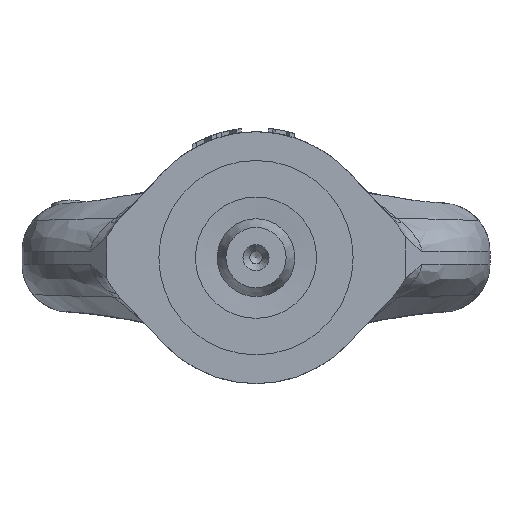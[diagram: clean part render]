
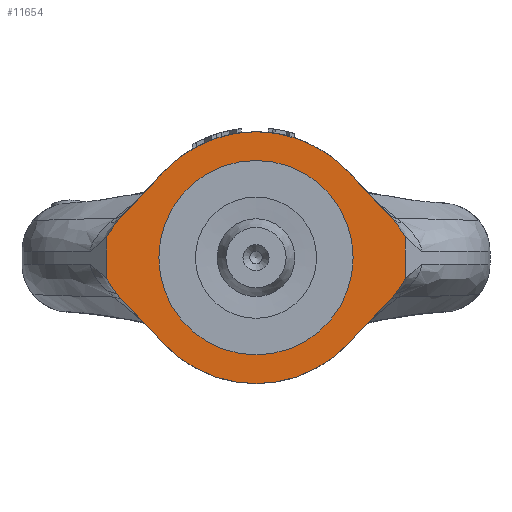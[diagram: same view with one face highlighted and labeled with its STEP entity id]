
A CAD part, front view. The second image highlights one B-rep face of the part: STEP entity #11654.
In plain terms, the highlighted planar face has unit normal (0, -1, 0).
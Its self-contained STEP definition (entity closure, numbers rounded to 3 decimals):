
#559=LINE('',#22869,#1144);
#565=LINE('',#23142,#1150);
#567=LINE('',#24826,#1152);
#568=LINE('',#24827,#1153);
#569=LINE('',#24828,#1154);
#575=LINE('',#25886,#1160);
#577=LINE('',#26128,#1162);
#581=LINE('',#27826,#1166);
#582=LINE('',#27827,#1167);
#583=LINE('',#27828,#1168);
#1144=VECTOR('',#13955,10.);
#1150=VECTOR('',#13967,10.);
#1152=VECTOR('',#14017,10.);
#1153=VECTOR('',#14018,10.);
#1154=VECTOR('',#14019,10.);
#1160=VECTOR('',#14063,10.);
#1162=VECTOR('',#14071,10.);
#1166=VECTOR('',#14123,10.);
#1167=VECTOR('',#14124,10.);
#1168=VECTOR('',#14125,10.);
#1568=PLANE('',#12481);
#1747=FACE_BOUND('',#2956,.T.);
#2231=FACE_OUTER_BOUND('',#2955,.T.);
#2955=EDGE_LOOP('',(#9568,#9569,#9570,#9571,#9572,#9573,#9574,#9575,#9576,
#9577,#9578,#9579,#9580,#9581,#9582,#9583,#9584,#9585,#9586,#9587));
#2956=EDGE_LOOP('',(#9588));
#3406=CIRCLE('',#12382,12.5);
#3415=CIRCLE('',#12400,6.15);
#3418=CIRCLE('',#12406,6.15);
#3445=CIRCLE('',#12446,6.15);
#3448=CIRCLE('',#12452,6.15);
#3465=CIRCLE('',#12478,16.2);
#3466=CIRCLE('',#12480,16.2);
#4072=B_SPLINE_CURVE_WITH_KNOTS('',3,(#22443,#22444,#22445,#22446),
 .UNSPECIFIED.,.F.,.F.,(4,4),(0.,0.199),.UNSPECIFIED.);
#4085=B_SPLINE_CURVE_WITH_KNOTS('',3,(#23040,#23041,#23042,#23043,#23044,
#23045),.UNSPECIFIED.,.F.,.F.,(4,2,4),(0.822,0.919,
1.046),.UNSPECIFIED.);
#4142=B_SPLINE_CURVE_WITH_KNOTS('',3,(#25468,#25469,#25470,#25471),
 .UNSPECIFIED.,.F.,.F.,(4,4),(0.,0.199),.UNSPECIFIED.);
#4153=B_SPLINE_CURVE_WITH_KNOTS('',3,(#26040,#26041,#26042,#26043,#26044,
#26045),.UNSPECIFIED.,.F.,.F.,(4,2,4),(0.822,0.919,
1.046),.UNSPECIFIED.);
#4937=VERTEX_POINT('',#22064);
#4960=VERTEX_POINT('',#22433);
#4961=VERTEX_POINT('',#22442);
#4969=VERTEX_POINT('',#22864);
#4970=VERTEX_POINT('',#22868);
#4977=VERTEX_POINT('',#23038);
#4978=VERTEX_POINT('',#23039);
#4985=VERTEX_POINT('',#23139);
#4986=VERTEX_POINT('',#23141);
#5006=VERTEX_POINT('',#24824);
#5007=VERTEX_POINT('',#24825);
#5025=VERTEX_POINT('',#25433);
#5028=VERTEX_POINT('',#25460);
#5034=VERTEX_POINT('',#25864);
#5038=VERTEX_POINT('',#25884);
#5042=VERTEX_POINT('',#26038);
#5043=VERTEX_POINT('',#26039);
#5047=VERTEX_POINT('',#26125);
#5048=VERTEX_POINT('',#26127);
#5071=VERTEX_POINT('',#27824);
#5072=VERTEX_POINT('',#27825);
#6400=EDGE_CURVE('',#4937,#4937,#3406,.T.);
#6430=EDGE_CURVE('',#4961,#4960,#4072,.T.);
#6442=EDGE_CURVE('',#4961,#4969,#3415,.T.);
#6444=EDGE_CURVE('',#4969,#4970,#559,.T.);
#6452=EDGE_CURVE('',#4977,#4978,#4085,.F.);
#6463=EDGE_CURVE('',#4985,#4986,#565,.T.);
#6465=EDGE_CURVE('',#4986,#4977,#3418,.T.);
#6522=EDGE_CURVE('',#5006,#5007,#567,.T.);
#6523=EDGE_CURVE('',#4960,#5007,#568,.T.);
#6524=EDGE_CURVE('',#4978,#5006,#569,.F.);
#6555=EDGE_CURVE('',#5028,#5025,#4142,.T.);
#6565=EDGE_CURVE('',#5028,#5034,#3445,.T.);
#6570=EDGE_CURVE('',#5034,#5038,#575,.T.);
#6574=EDGE_CURVE('',#5042,#5043,#4153,.F.);
#6582=EDGE_CURVE('',#5048,#5047,#577,.T.);
#6587=EDGE_CURVE('',#5047,#5042,#3448,.T.);
#6644=EDGE_CURVE('',#5071,#5072,#581,.T.);
#6645=EDGE_CURVE('',#5043,#5071,#582,.F.);
#6646=EDGE_CURVE('',#5025,#5072,#583,.T.);
#6651=EDGE_CURVE('',#4985,#5048,#3465,.T.);
#6652=EDGE_CURVE('',#5038,#4970,#3466,.T.);
#9568=ORIENTED_EDGE('',*,*,#6651,.T.);
#9569=ORIENTED_EDGE('',*,*,#6582,.T.);
#9570=ORIENTED_EDGE('',*,*,#6587,.T.);
#9571=ORIENTED_EDGE('',*,*,#6574,.T.);
#9572=ORIENTED_EDGE('',*,*,#6645,.T.);
#9573=ORIENTED_EDGE('',*,*,#6644,.T.);
#9574=ORIENTED_EDGE('',*,*,#6646,.F.);
#9575=ORIENTED_EDGE('',*,*,#6555,.F.);
#9576=ORIENTED_EDGE('',*,*,#6565,.T.);
#9577=ORIENTED_EDGE('',*,*,#6570,.T.);
#9578=ORIENTED_EDGE('',*,*,#6652,.T.);
#9579=ORIENTED_EDGE('',*,*,#6444,.F.);
#9580=ORIENTED_EDGE('',*,*,#6442,.F.);
#9581=ORIENTED_EDGE('',*,*,#6430,.T.);
#9582=ORIENTED_EDGE('',*,*,#6523,.T.);
#9583=ORIENTED_EDGE('',*,*,#6522,.F.);
#9584=ORIENTED_EDGE('',*,*,#6524,.F.);
#9585=ORIENTED_EDGE('',*,*,#6452,.F.);
#9586=ORIENTED_EDGE('',*,*,#6465,.F.);
#9587=ORIENTED_EDGE('',*,*,#6463,.F.);
#9588=ORIENTED_EDGE('',*,*,#6400,.T.);
#11654=ADVANCED_FACE('',(#2231,#1747),#1568,.T.);
#12382=AXIS2_PLACEMENT_3D('',#22065,#13910,#13911);
#12400=AXIS2_PLACEMENT_3D('',#22865,#13950,#13951);
#12406=AXIS2_PLACEMENT_3D('',#23145,#13971,#13972);
#12446=AXIS2_PLACEMENT_3D('',#25866,#14057,#14058);
#12452=AXIS2_PLACEMENT_3D('',#26145,#14077,#14078);
#12478=AXIS2_PLACEMENT_3D('',#28104,#14132,#14133);
#12480=AXIS2_PLACEMENT_3D('',#28106,#14136,#14137);
#12481=AXIS2_PLACEMENT_3D('',#28107,#14138,#14139);
#13910=DIRECTION('center_axis',(0.,1.,0.));
#13911=DIRECTION('ref_axis',(-1.,0.,0.));
#13950=DIRECTION('center_axis',(0.,1.,0.));
#13951=DIRECTION('ref_axis',(1.,0.,0.));
#13955=DIRECTION('',(-0.688,0.,-0.725));
#13967=DIRECTION('',(0.688,0.,-0.725));
#13971=DIRECTION('center_axis',(0.,1.,0.));
#13972=DIRECTION('ref_axis',(-1.,0.,0.));
#14017=DIRECTION('',(0.,0.,-1.));
#14018=DIRECTION('',(0.,0.,1.));
#14019=DIRECTION('',(0.,0.,1.));
#14057=DIRECTION('center_axis',(0.,-1.,0.));
#14058=DIRECTION('ref_axis',(-1.,0.,0.));
#14063=DIRECTION('',(0.688,0.,-0.725));
#14071=DIRECTION('',(-0.688,0.,-0.725));
#14077=DIRECTION('center_axis',(0.,-1.,0.));
#14078=DIRECTION('ref_axis',(1.,0.,0.));
#14123=DIRECTION('',(0.,0.,-1.));
#14124=DIRECTION('',(0.,0.,1.));
#14125=DIRECTION('',(0.,0.,1.));
#14132=DIRECTION('center_axis',(0.,-1.,0.));
#14133=DIRECTION('ref_axis',(0.,0.,
1.));
#14136=DIRECTION('center_axis',(0.,-1.,0.));
#14137=DIRECTION('ref_axis',(0.,0.,
1.));
#14138=DIRECTION('center_axis',(0.,-1.,0.));
#14139=DIRECTION('ref_axis',(0.,0.,-1.));
#22064=CARTESIAN_POINT('',(12.5,-35.3,0.));
#22065=CARTESIAN_POINT('Origin',(0.,-35.3,0.));
#22433=CARTESIAN_POINT('',(19.2,-35.3,-2.741));
#22442=CARTESIAN_POINT('',(18.129,-35.3,-4.318));
#22443=CARTESIAN_POINT('Ctrl Pts',(18.129,-35.3,-4.318));
#22444=CARTESIAN_POINT('Ctrl Pts',(18.503,-35.3,-3.77));
#22445=CARTESIAN_POINT('Ctrl Pts',(18.889,-35.3,-3.257));
#22446=CARTESIAN_POINT('Ctrl Pts',(19.2,-35.3,-2.741));
#22864=CARTESIAN_POINT('',(17.51,-35.3,-5.084));
#22865=CARTESIAN_POINT('Origin',(13.05,-35.3,-0.85));
#22868=CARTESIAN_POINT('',(11.749,-35.3,-11.153));
#22869=CARTESIAN_POINT('',(17.51,-35.3,-5.084));
#23038=CARTESIAN_POINT('',(18.194,-35.3,4.22));
#23039=CARTESIAN_POINT('',(19.2,-35.3,2.712));
#23040=CARTESIAN_POINT('Ctrl Pts',(19.2,-35.3,2.712));
#23041=CARTESIAN_POINT('Ctrl Pts',(19.071,-35.3,2.925));
#23042=CARTESIAN_POINT('Ctrl Pts',(18.929,-35.3,3.139));
#23043=CARTESIAN_POINT('Ctrl Pts',(18.591,-35.3,3.635));
#23044=CARTESIAN_POINT('Ctrl Pts',(18.388,-35.3,3.925));
#23045=CARTESIAN_POINT('Ctrl Pts',(18.194,-35.3,4.22));
#23139=CARTESIAN_POINT('',(11.749,-35.3,11.153));
#23141=CARTESIAN_POINT('',(17.51,-35.3,5.084));
#23142=CARTESIAN_POINT('',(11.749,-35.3,11.153));
#23145=CARTESIAN_POINT('Origin',(13.05,-35.3,0.85));
#24824=CARTESIAN_POINT('',(19.2,-35.3,0.85));
#24825=CARTESIAN_POINT('',(19.2,-35.3,-0.85));
#24826=CARTESIAN_POINT('',(19.2,-35.3,0.));
#24827=CARTESIAN_POINT('',(19.2,-35.3,-2.741));
#24828=CARTESIAN_POINT('',(19.2,-35.3,0.85));
#25433=CARTESIAN_POINT('',(-19.2,-35.3,-2.741));
#25460=CARTESIAN_POINT('',(-18.129,-35.3,-4.318));
#25468=CARTESIAN_POINT('Ctrl Pts',(-18.129,-35.3,-4.318));
#25469=CARTESIAN_POINT('Ctrl Pts',(-18.503,-35.3,-3.77));
#25470=CARTESIAN_POINT('Ctrl Pts',(-18.889,-35.3,-3.257));
#25471=CARTESIAN_POINT('Ctrl Pts',(-19.2,-35.3,-2.741));
#25864=CARTESIAN_POINT('',(-17.51,-35.3,-5.084));
#25866=CARTESIAN_POINT('Origin',(-13.05,-35.3,-0.85));
#25884=CARTESIAN_POINT('',(-11.749,-35.3,-11.153));
#25886=CARTESIAN_POINT('',(-17.51,-35.3,-5.084));
#26038=CARTESIAN_POINT('',(-18.194,-35.3,4.22));
#26039=CARTESIAN_POINT('',(-19.2,-35.3,2.712));
#26040=CARTESIAN_POINT('Ctrl Pts',(-19.2,-35.3,2.712));
#26041=CARTESIAN_POINT('Ctrl Pts',(-19.071,-35.3,2.925));
#26042=CARTESIAN_POINT('Ctrl Pts',(-18.929,-35.3,3.139));
#26043=CARTESIAN_POINT('Ctrl Pts',(-18.591,-35.3,3.635));
#26044=CARTESIAN_POINT('Ctrl Pts',(-18.388,-35.3,3.925));
#26045=CARTESIAN_POINT('Ctrl Pts',(-18.194,-35.3,4.22));
#26125=CARTESIAN_POINT('',(-17.51,-35.3,5.084));
#26127=CARTESIAN_POINT('',(-11.749,-35.3,11.153));
#26128=CARTESIAN_POINT('',(-11.749,-35.3,11.153));
#26145=CARTESIAN_POINT('Origin',(-13.05,-35.3,0.85));
#27824=CARTESIAN_POINT('',(-19.2,-35.3,0.85));
#27825=CARTESIAN_POINT('',(-19.2,-35.3,-0.85));
#27826=CARTESIAN_POINT('',(-19.2,-35.3,0.));
#27827=CARTESIAN_POINT('',(-19.2,-35.3,0.85));
#27828=CARTESIAN_POINT('',(-19.2,-35.3,-2.741));
#28104=CARTESIAN_POINT('Origin',(0.,-35.3,0.));
#28106=CARTESIAN_POINT('Origin',(0.,-35.3,0.));
#28107=CARTESIAN_POINT('Origin',(-6.776,-35.3,0.));
